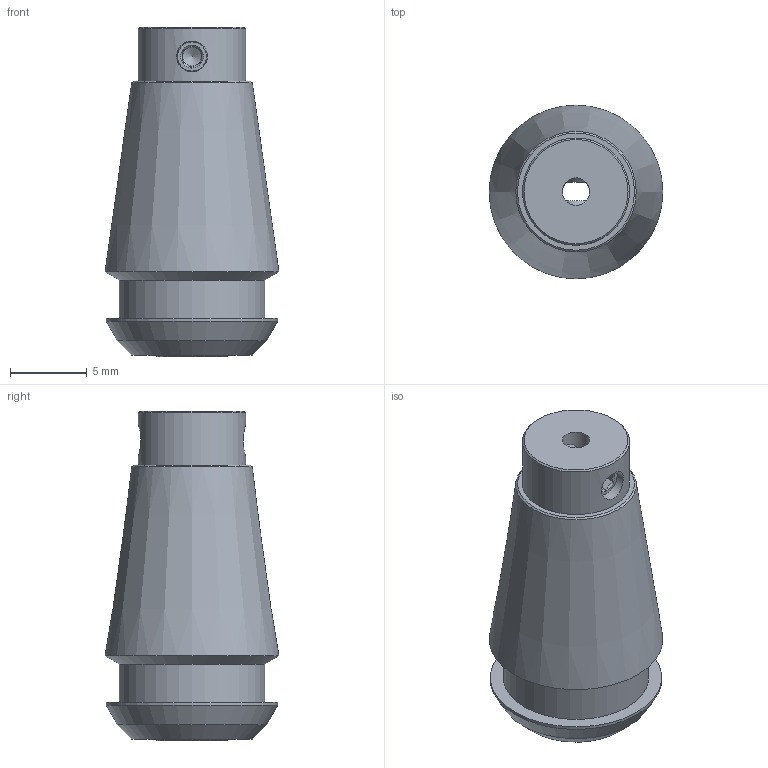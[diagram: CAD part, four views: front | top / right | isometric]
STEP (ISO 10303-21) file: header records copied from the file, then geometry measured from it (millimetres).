
FILE_DESCRIPTION(/* description */ (''),/* implementation_level */ '2;1');
FILE_NAME(/* name */ '151201800.stp',/* time_stamp */ '2021-06-09T10:51:43',/* author */ ('LRA'),/* organization */ ('REGO-FIX'),/* preprocessor_version */ ' Unknown',/* originating_system */ 'SIEMENS PLM Software Solid Edge ST10',/* authorization */ 'Unknown');
FILE_SCHEMA (('AUTOMOTIVE_DESIGN { 1 0 10303 214 2 1 1}'));
Length unit declared in the file: millimetre
Products named in the file (1): NOCUT
Bounding box: 11.35 x 11.35 x 21.5 mm (x, y, z)
Volume: 1369.5 mm3; surface area: 1186.9 mm2
Topology: 1 solids, 1 shells, 71 faces, 173 edges, 110 vertices
Faces by surface type: plane 40, cylinder 16, cone 15
Full cylindrical faces by diameter (mm): 1.8 x2, 2.013 x2, 5.6 x1, 7 x1, 9.5 x1, 11.2 x1
Entity records: 2449 total; most frequent: CARTESIAN_POINT 461, DIRECTION 298, ORIENTED_EDGE 270, EDGE_CURVE 135, AXIS2_PLACEMENT_3D 122, FACE_BOUND 104, EDGE_LOOP 102, VERTEX_POINT 97
